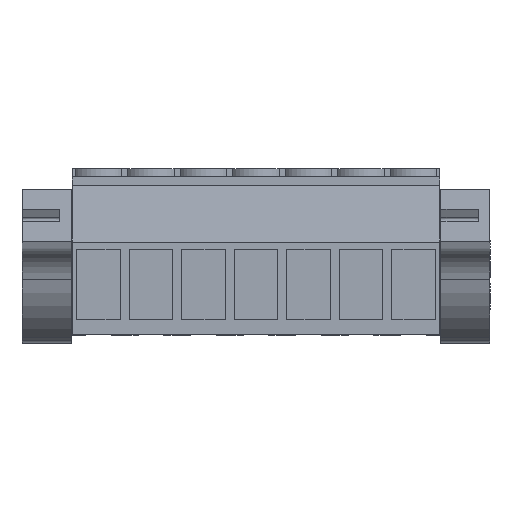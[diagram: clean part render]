
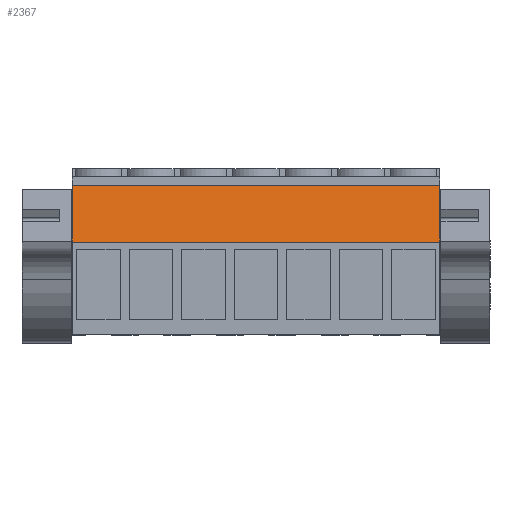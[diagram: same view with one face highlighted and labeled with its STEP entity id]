
A CAD part, top view. The second image highlights one B-rep face of the part: STEP entity #2367.
In plain terms, the highlighted planar face has unit normal (0, 0.18, 0.984).
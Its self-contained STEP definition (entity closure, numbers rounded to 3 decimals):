
#2347=AXIS2_PLACEMENT_3D('Plane Axis2P3D',#2344,#2345,#2346) ;
#77=CARTESIAN_POINT('Vertex',(4.85,9.805,19.751)) ;
#80=CARTESIAN_POINT('Line Origine',(4.85,12.537,19.251)) ;
#84=CARTESIAN_POINT('Vertex',(4.85,15.269,18.752)) ;
#2329=CARTESIAN_POINT('Vertex',(40.41,9.805,19.751)) ;
#2332=CARTESIAN_POINT('Line Origine',(22.63,9.805,19.751)) ;
#2344=CARTESIAN_POINT('Axis2P3D Location',(20.09,15.269,18.752)) ;
#2349=CARTESIAN_POINT('Line Origine',(40.41,12.537,19.251)) ;
#2353=CARTESIAN_POINT('Vertex',(40.41,15.269,18.752)) ;
#2356=CARTESIAN_POINT('Line Origine',(22.63,15.269,18.752)) ;
#81=DIRECTION('Vector Direction',(0.,-0.984,0.18)) ;
#2333=DIRECTION('Vector Direction',(1.,0.,0.)) ;
#2345=DIRECTION('Axis2P3D Direction',(0.,0.18,0.984)) ;
#2346=DIRECTION('Axis2P3D XDirection',(0.,-0.984,0.18)) ;
#2350=DIRECTION('Vector Direction',(0.,-0.984,0.18)) ;
#2357=DIRECTION('Vector Direction',(1.,0.,0.)) ;
#82=VECTOR('Line Direction',#81,1.) ;
#2334=VECTOR('Line Direction',#2333,1.) ;
#2351=VECTOR('Line Direction',#2350,1.) ;
#2358=VECTOR('Line Direction',#2357,1.) ;
#2362=ORIENTED_EDGE('',*,*,#86,.F.) ;
#2363=ORIENTED_EDGE('',*,*,#2336,.T.) ;
#2364=ORIENTED_EDGE('',*,*,#2355,.F.) ;
#2365=ORIENTED_EDGE('',*,*,#2360,.F.) ;
#2367=ADVANCED_FACE('HOUSING',(#2366),#2348,.T.) ;
#86=EDGE_CURVE('',#78,#85,#83,.F.) ;
#2336=EDGE_CURVE('',#78,#2330,#2335,.T.) ;
#2355=EDGE_CURVE('',#2354,#2330,#2352,.T.) ;
#2360=EDGE_CURVE('',#85,#2354,#2359,.T.) ;
#2361=EDGE_LOOP('',(#2362,#2363,#2364,#2365)) ;
#2366=FACE_OUTER_BOUND('',#2361,.T.) ;
#83=LINE('Line',#80,#82) ;
#2335=LINE('Line',#2332,#2334) ;
#2352=LINE('Line',#2349,#2351) ;
#2359=LINE('Line',#2356,#2358) ;
#2348=PLANE('',#2347) ;
#78=VERTEX_POINT('',#77) ;
#85=VERTEX_POINT('',#84) ;
#2330=VERTEX_POINT('',#2329) ;
#2354=VERTEX_POINT('',#2353) ;
